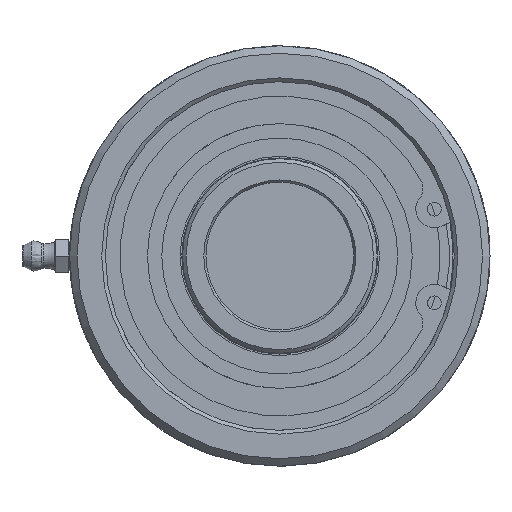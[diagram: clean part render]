
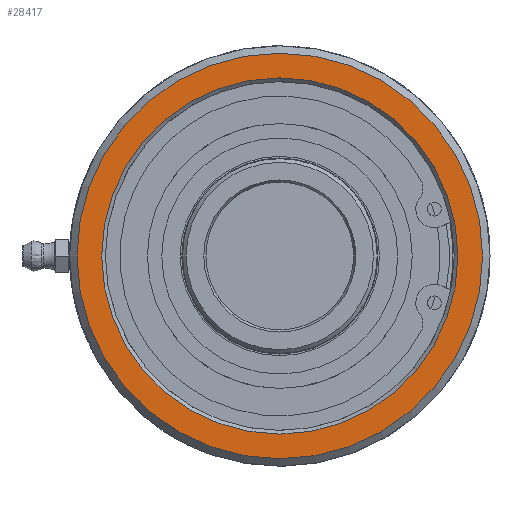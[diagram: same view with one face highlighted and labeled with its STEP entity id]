
A CAD part, left-side view. The second image highlights one B-rep face of the part: STEP entity #28417.
In plain terms, the highlighted planar face has unit normal (-1, 0, 0).
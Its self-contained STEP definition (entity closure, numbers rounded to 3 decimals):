
#235=FACE_BOUND('',#8378,.T.);
#827=PLANE('',#30048);
#6648=FACE_OUTER_BOUND('',#8377,.T.);
#8377=EDGE_LOOP('',(#25850));
#8378=EDGE_LOOP('',(#25851));
#9287=CIRCLE('',#30047,38.34);
#9288=CIRCLE('',#30049,43.65);
#13589=VERTEX_POINT('',#64190);
#13590=VERTEX_POINT('',#64194);
#17716=EDGE_CURVE('',#13589,#13589,#9287,.T.);
#17717=EDGE_CURVE('',#13590,#13590,#9288,.T.);
#25850=ORIENTED_EDGE('',*,*,#17717,.F.);
#25851=ORIENTED_EDGE('',*,*,#17716,.F.);
#28417=ADVANCED_FACE('',(#6648,#235),#827,.F.);
#30047=AXIS2_PLACEMENT_3D('',#64192,#34943,#34944);
#30048=AXIS2_PLACEMENT_3D('',#64193,#34945,#34946);
#30049=AXIS2_PLACEMENT_3D('',#64195,#34947,#34948);
#34943=DIRECTION('center_axis',(-1.,0.,0.));
#34944=DIRECTION('ref_axis',(0.,-1.,0.));
#34945=DIRECTION('center_axis',(1.,0.,0.));
#34946=DIRECTION('ref_axis',(0.,0.,-1.));
#34947=DIRECTION('center_axis',(1.,0.,0.));
#34948=DIRECTION('ref_axis',(0.,1.,0.));
#64190=CARTESIAN_POINT('',(-6.8,38.34,0.));
#64192=CARTESIAN_POINT('Origin',(-6.8,0.,0.));
#64193=CARTESIAN_POINT('Origin',(-6.8,47.988,0.));
#64194=CARTESIAN_POINT('',(-6.8,-43.65,0.));
#64195=CARTESIAN_POINT('Origin',(-6.8,0.,0.));
